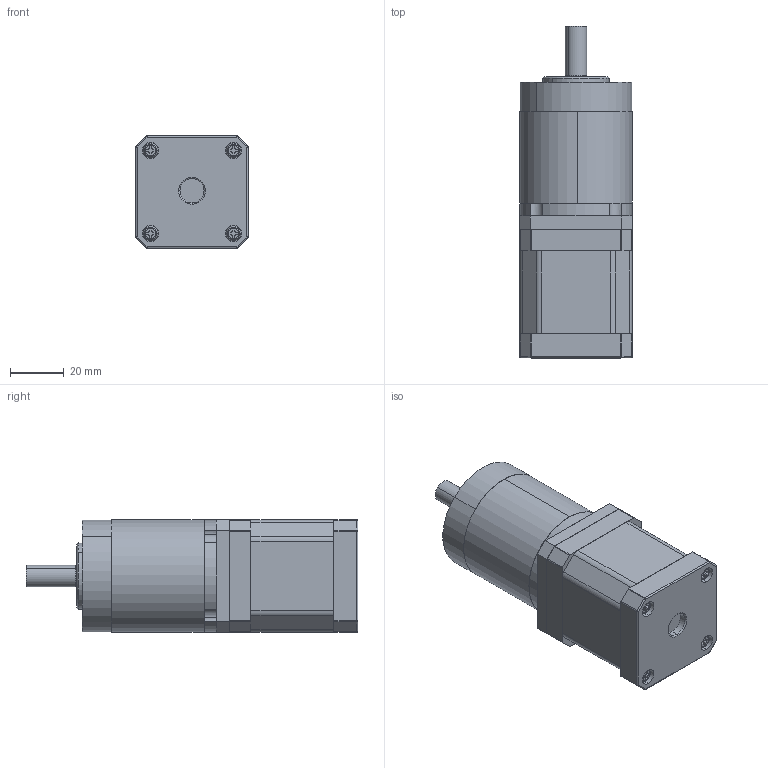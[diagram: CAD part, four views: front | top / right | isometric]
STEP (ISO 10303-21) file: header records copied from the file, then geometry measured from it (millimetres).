
FILE_DESCRIPTION (( 'STEP AP214' ), '1' );
FILE_NAME ('42HS4813A4〞XG媼撰厒掀.STEP', '2023-11-13T10:54:31', ( '' ), ( '' ), 'SwSTEP 2.0', 'SolidWorks 2021', '' );
FILE_SCHEMA (( 'AUTOMOTIVE_DESIGN' ));
Length unit declared in the file: millimetre
Products named in the file (11): 42XG菁釱; 42XG媼撰厒掀儂旯; 42____.STEP; 42HS4813A4〞XG媼撰厒掀; 42HS4813A4.STEP; 42XG傷裔; 48____.STEP; 42XG媼撰厒掀; 42__.STEP; M3x40.STEP; hexagon socket head cap screws gb_GB_FASTENER_SCREWS_HSHCS M3X5-N
Assembly tree (16 placements, depth 3):
  42HS4813A4〞XG媼撰厒掀
    42HS4813A4.STEP
      42____.STEP
      42__.STEP
      48____.STEP
      M3x40.STEP  x4
    hexagon socket head cap screws gb_GB_FASTENER_SCREWS_HSHCS M3X5-N  x4
    42XG媼撰厒掀
      42XG菁釱
      42XG媼撰厒掀儂旯
      42XG傷裔
Bounding box: 42 x 124 x 42 mm (x, y, z)
Volume: 155832.8 mm3; surface area: 41086.1 mm2
Topology: 14 solids, 14 shells, 553 faces, 1383 edges, 875 vertices
Faces by surface type: cylinder 283, plane 188, cone 31, bspline 23, torus 20, sphere 8
Entity records: 20302 total; most frequent: CARTESIAN_POINT 10225, ORIENTED_EDGE 2016, DIRECTION 1915, EDGE_CURVE 1008, AXIS2_PLACEMENT_3D 729, VERTEX_POINT 644, VECTOR 457, LINE 457
